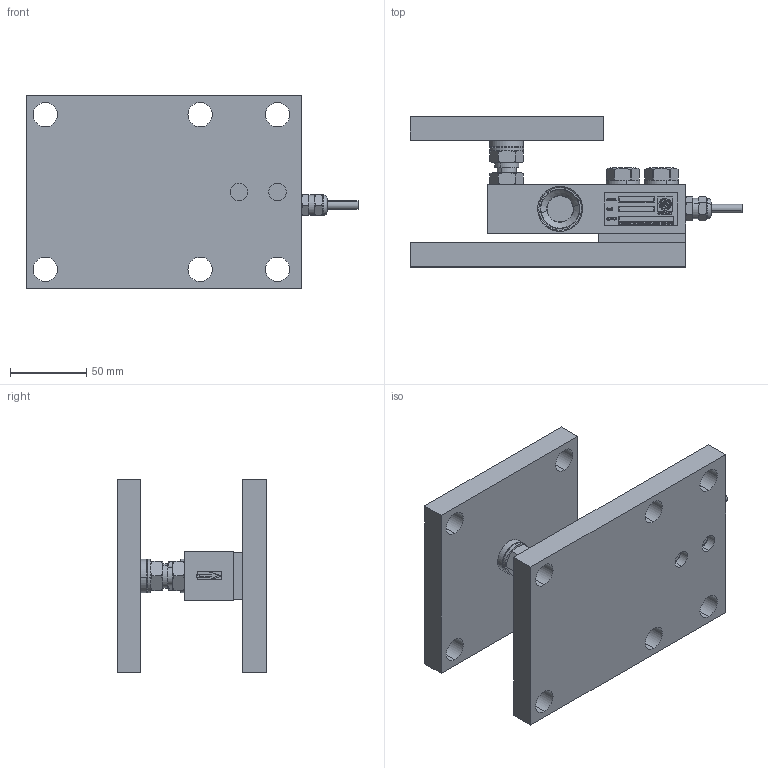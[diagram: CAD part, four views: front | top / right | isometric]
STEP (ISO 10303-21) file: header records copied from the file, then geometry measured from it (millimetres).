
FILE_DESCRIPTION (( 'STEP AP214' ), '1' );
FILE_NAME ('MF1-500 to 5Kse X1 (STEP).STEP', '2024-02-13T00:16:45', ( '' ), ( '' ), 'SwSTEP 2.0', 'SolidWorks 2021', '' );
FILE_SCHEMA (( 'AUTOMOTIVE_DESIGN' ));
Length unit declared in the file: inch
Products named in the file (1): MF1-500 to 5Kse X1 (STEP)
Bounding box: 217.93 x 98.42 x 127 mm (x, y, z)
Volume: 714721.7 mm3; surface area: 156062.3 mm2
Topology: 22 solids, 22 shells, 957 faces, 2537 edges, 1726 vertices
Faces by surface type: cone 353, cylinder 340, plane 234, torus 26, sphere 4
Entity records: 55716 total; most frequent: CARTESIAN_POINT 19666, ORIENTED_EDGE 5074, DIRECTION 4437, EDGE_CURVE 2537, VERTEX_POINT 1726, AXIS2_PLACEMENT_3D 1626, LINE 1185, VECTOR 1185
